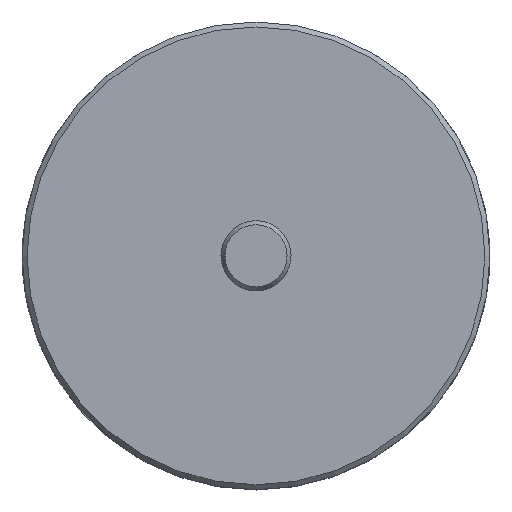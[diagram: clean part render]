
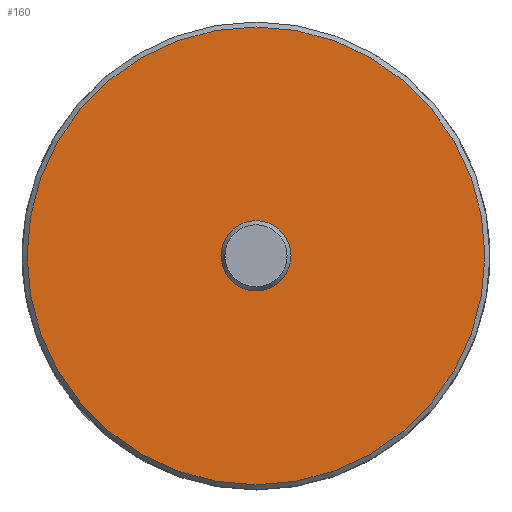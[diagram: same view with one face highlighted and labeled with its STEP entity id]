
A CAD part, top view. The second image highlights one B-rep face of the part: STEP entity #160.
In plain terms, the highlighted planar face has unit normal (0, 0, 1).
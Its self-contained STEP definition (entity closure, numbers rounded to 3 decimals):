
#59=FACE_BOUND('',#292,.T.);
#60=FACE_BOUND('',#293,.T.);
#121=CIRCLE('',#1016,3.);
#122=CIRCLE('',#1017,19.575);
#160=ADVANCED_FACE('',(#59,#60),#218,.F.);
#218=PLANE('',#1018);
#292=EDGE_LOOP('',(#398));
#293=EDGE_LOOP('',(#399));
#398=ORIENTED_EDGE('',*,*,#728,.T.);
#399=ORIENTED_EDGE('',*,*,#729,.F.);
#638=VERTEX_POINT('',#1466);
#639=VERTEX_POINT('',#1468);
#728=EDGE_CURVE('',#638,#638,#121,.T.);
#729=EDGE_CURVE('',#639,#639,#122,.T.);
#1016=AXIS2_PLACEMENT_3D('',#1465,#1156,#1157);
#1017=AXIS2_PLACEMENT_3D('',#1467,#1158,#1159);
#1018=AXIS2_PLACEMENT_3D('',#1469,#1160,#1161);
#1156=DIRECTION('',(0.,0.,-1.));
#1157=DIRECTION('',(-1.,0.,0.));
#1158=DIRECTION('',(0.,0.,-1.));
#1159=DIRECTION('',(-1.,0.,0.));
#1160=DIRECTION('',(0.,0.,-1.));
#1161=DIRECTION('',(0.,-1.,0.));
#1465=CARTESIAN_POINT('',(0.,0.,0.));
#1466=CARTESIAN_POINT('',(-3.,0.,0.));
#1467=CARTESIAN_POINT('',(0.,0.,0.));
#1468=CARTESIAN_POINT('',(-19.575,0.,0.));
#1469=CARTESIAN_POINT('',(0.,0.,0.));
